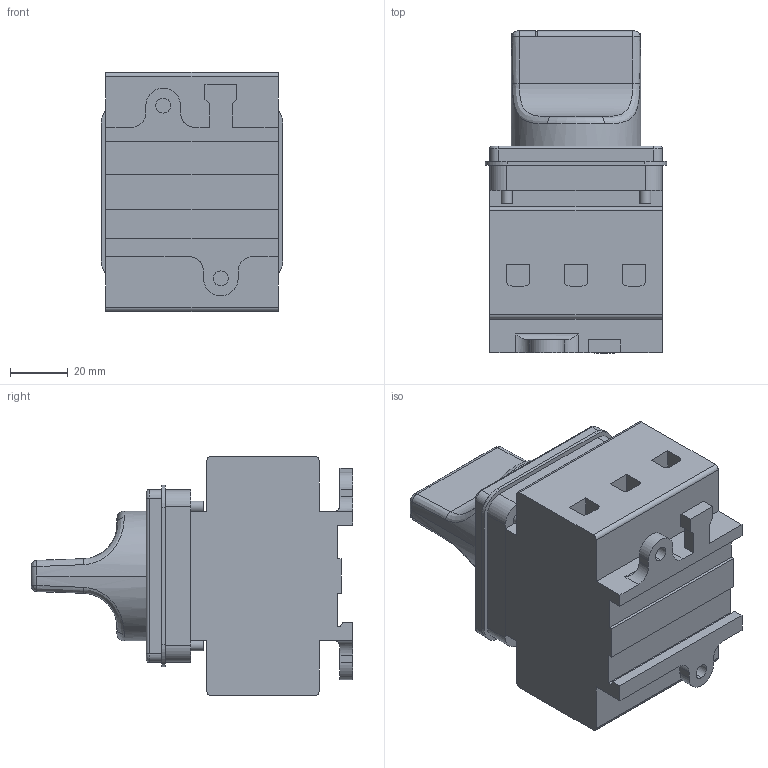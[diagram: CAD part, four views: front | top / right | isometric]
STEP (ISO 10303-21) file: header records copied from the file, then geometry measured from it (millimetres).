
FILE_DESCRIPTION((''),'2;1');
FILE_NAME('VBF4','2016-04-21T',('SESA328007'),('Schneider-Electric'),'PRO/ENGINEER BY PARAMETRIC TECHNOLOGY CORPORATION, 2014310','PRO/ENGINEER BY PARAMETRIC TECHNOLOGY CORPORATION, 2014310','');
FILE_SCHEMA(('CONFIG_CONTROL_DESIGN'));
Length unit declared in the file: millimetre
Products named in the file (1): VBF4
Bounding box: 63 x 111.7 x 83 mm (x, y, z)
Volume: 315053.8 mm3; surface area: 40502.2 mm2
Topology: 1 solids, 1 shells, 316 faces, 854 edges, 556 vertices
Faces by surface type: plane 175, cylinder 97, bspline 12, cone 12, extrusion 12, torus 8
Entity records: 10900 total; most frequent: CARTESIAN_POINT 2792, ORIENTED_EDGE 1708, DIRECTION 1668, EDGE_CURVE 854, VECTOR 568, LINE 556, VERTEX_POINT 556, AXIS2_PLACEMENT_3D 550
